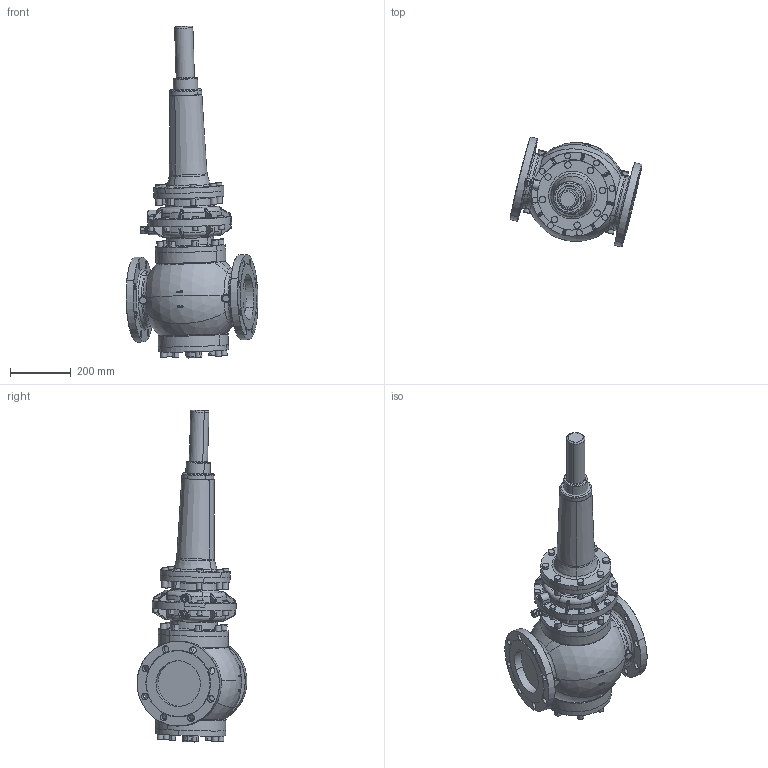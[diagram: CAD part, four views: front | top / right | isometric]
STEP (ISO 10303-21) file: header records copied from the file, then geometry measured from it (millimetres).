
FILE_DESCRIPTION(('CATIA V5 STEP Exchange'),'2;1');
FILE_NAME('R100-R100-U DN125 275 ANSI.stp','2023-05-08T13:22:01+00:00',('none'),('none'),'CATIA Version 5-6 Release 2018 SP2','CATIA V5 STEP AP203','none');
FILE_SCHEMA(('CONFIG_CONTROL_DESIGN'));
Products named in the file (1): Product1
Assembly tree (3 placements, depth 2):
  Product1
    #57
    #929
    #43499
Bounding box: 432.8 x 360.78 x 1088.97 mm (x, y, z)
Volume: 35034161.1 mm3; surface area: 1226261.1 mm2
Topology: 4 solids, 22 shells, 1271 faces, 3035 edges, 1765 vertices
Faces by surface type: cylinder 398, torus 307, plane 229, bspline 140, sphere 111, cone 86
Entity records: 46098 total; most frequent: CARTESIAN_POINT 21949, ORIENTED_EDGE 5838, DIRECTION 3202, EDGE_CURVE 2919, AXIS2_PLACEMENT_3D 1997, VERTEX_POINT 1765, CIRCLE 1423, EDGE_LOOP 1382
